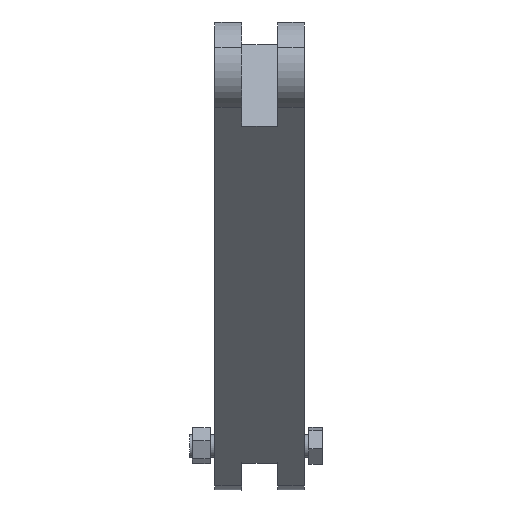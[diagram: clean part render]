
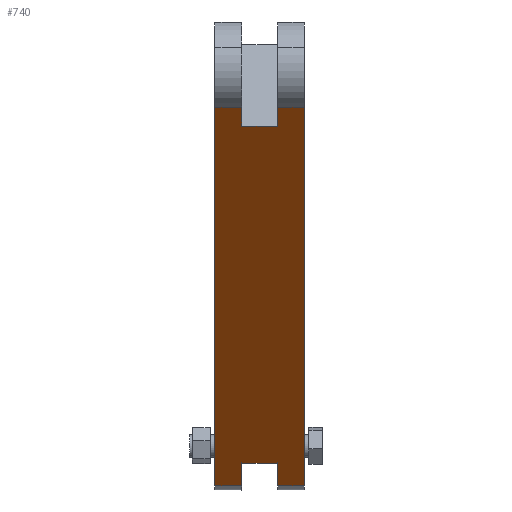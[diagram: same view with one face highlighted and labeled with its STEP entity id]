
A CAD part, front view. The second image highlights one B-rep face of the part: STEP entity #740.
In plain terms, the highlighted planar face has unit normal (0, -0.423, -0.906).
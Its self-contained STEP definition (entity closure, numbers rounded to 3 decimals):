
#637=CARTESIAN_POINT('',(54.,-74.75,89.552));
#638=DIRECTION('',(-0.,-0.423,-0.906));
#639=DIRECTION('',(-1.,-0.,0.));
#640=AXIS2_PLACEMENT_3D('',#637,#638,#639);
#641=PLANE('',#640);
#642=CARTESIAN_POINT('',(57.,-34.873,70.957));
#643=VERTEX_POINT('',#642);
#644=CARTESIAN_POINT('',(61.,-34.873,70.957));
#645=VERTEX_POINT('',#644);
#646=CARTESIAN_POINT('',(57.,-34.873,70.957));
#647=DIRECTION('',(1.,0.,-0.));
#648=VECTOR('',#647,4.);
#649=LINE('',#646,#648);
#650=EDGE_CURVE('',#643,#645,#649,.T.);
#651=ORIENTED_EDGE('',*,*,#650,.T.);
#652=CARTESIAN_POINT('',(61.,-29.435,68.421));
#653=VERTEX_POINT('',#652);
#654=CARTESIAN_POINT('',(61.,-34.873,70.957));
#655=DIRECTION('',(-0.,0.906,-0.423));
#656=VECTOR('',#655,6.);
#657=LINE('',#654,#656);
#658=EDGE_CURVE('',#645,#653,#657,.T.);
#659=ORIENTED_EDGE('',*,*,#658,.T.);
#660=CARTESIAN_POINT('',(64.,-29.435,68.421));
#661=VERTEX_POINT('',#660);
#662=CARTESIAN_POINT('',(61.,-29.435,68.421));
#663=DIRECTION('',(1.,0.,-0.));
#664=VECTOR('',#663,3.);
#665=LINE('',#662,#664);
#666=EDGE_CURVE('',#653,#661,#665,.T.);
#667=ORIENTED_EDGE('',*,*,#666,.T.);
#668=CARTESIAN_POINT('',(64.,-120.066,110.683));
#669=VERTEX_POINT('',#668);
#670=CARTESIAN_POINT('',(64.,-120.066,110.683));
#671=DIRECTION('',(-0.,0.906,-0.423));
#672=VECTOR('',#671,100.);
#673=LINE('',#670,#672);
#674=EDGE_CURVE('',#669,#661,#673,.T.);
#675=ORIENTED_EDGE('',*,*,#674,.F.);
#676=CARTESIAN_POINT('',(61.,-120.066,110.683));
#677=VERTEX_POINT('',#676);
#678=CARTESIAN_POINT('',(64.,-120.066,110.683));
#679=DIRECTION('',(-1.,-0.,0.));
#680=VECTOR('',#679,3.);
#681=LINE('',#678,#680);
#682=EDGE_CURVE('',#669,#677,#681,.T.);
#683=ORIENTED_EDGE('',*,*,#682,.T.);
#684=CARTESIAN_POINT('',(61.,-115.534,108.57));
#685=VERTEX_POINT('',#684);
#686=CARTESIAN_POINT('',(61.,-120.066,110.683));
#687=DIRECTION('',(-0.,0.906,-0.423));
#688=VECTOR('',#687,5.);
#689=LINE('',#686,#688);
#690=EDGE_CURVE('',#677,#685,#689,.T.);
#691=ORIENTED_EDGE('',*,*,#690,.T.);
#692=CARTESIAN_POINT('',(57.,-115.534,108.57));
#693=VERTEX_POINT('',#692);
#694=CARTESIAN_POINT('',(61.,-115.534,108.57));
#695=DIRECTION('',(-1.,-0.,0.));
#696=VECTOR('',#695,4.);
#697=LINE('',#694,#696);
#698=EDGE_CURVE('',#685,#693,#697,.T.);
#699=ORIENTED_EDGE('',*,*,#698,.T.);
#700=CARTESIAN_POINT('',(57.,-120.066,110.683));
#701=VERTEX_POINT('',#700);
#702=CARTESIAN_POINT('',(57.,-115.534,108.57));
#703=DIRECTION('',(0.,-0.906,0.423));
#704=VECTOR('',#703,5.);
#705=LINE('',#702,#704);
#706=EDGE_CURVE('',#693,#701,#705,.T.);
#707=ORIENTED_EDGE('',*,*,#706,.T.);
#708=CARTESIAN_POINT('',(54.,-120.066,110.683));
#709=VERTEX_POINT('',#708);
#710=CARTESIAN_POINT('',(57.,-120.066,110.683));
#711=DIRECTION('',(-1.,-0.,0.));
#712=VECTOR('',#711,3.);
#713=LINE('',#710,#712);
#714=EDGE_CURVE('',#701,#709,#713,.T.);
#715=ORIENTED_EDGE('',*,*,#714,.T.);
#716=CARTESIAN_POINT('',(54.,-29.435,68.421));
#717=VERTEX_POINT('',#716);
#718=CARTESIAN_POINT('',(54.,-120.066,110.683));
#719=DIRECTION('',(-0.,0.906,-0.423));
#720=VECTOR('',#719,100.);
#721=LINE('',#718,#720);
#722=EDGE_CURVE('',#709,#717,#721,.T.);
#723=ORIENTED_EDGE('',*,*,#722,.T.);
#724=CARTESIAN_POINT('',(57.,-29.435,68.421));
#725=VERTEX_POINT('',#724);
#726=CARTESIAN_POINT('',(54.,-29.435,68.421));
#727=DIRECTION('',(1.,0.,-0.));
#728=VECTOR('',#727,3.);
#729=LINE('',#726,#728);
#730=EDGE_CURVE('',#717,#725,#729,.T.);
#731=ORIENTED_EDGE('',*,*,#730,.T.);
#732=CARTESIAN_POINT('',(57.,-29.435,68.421));
#733=DIRECTION('',(0.,-0.906,0.423));
#734=VECTOR('',#733,6.);
#735=LINE('',#732,#734);
#736=EDGE_CURVE('',#725,#643,#735,.T.);
#737=ORIENTED_EDGE('',*,*,#736,.T.);
#738=EDGE_LOOP('',(#651,#659,#667,#675,#683,#691,#699,#707,#715,#723,#731,#737));
#739=FACE_BOUND('',#738,.T.);
#740=ADVANCED_FACE('',(#739),#641,.T.);
